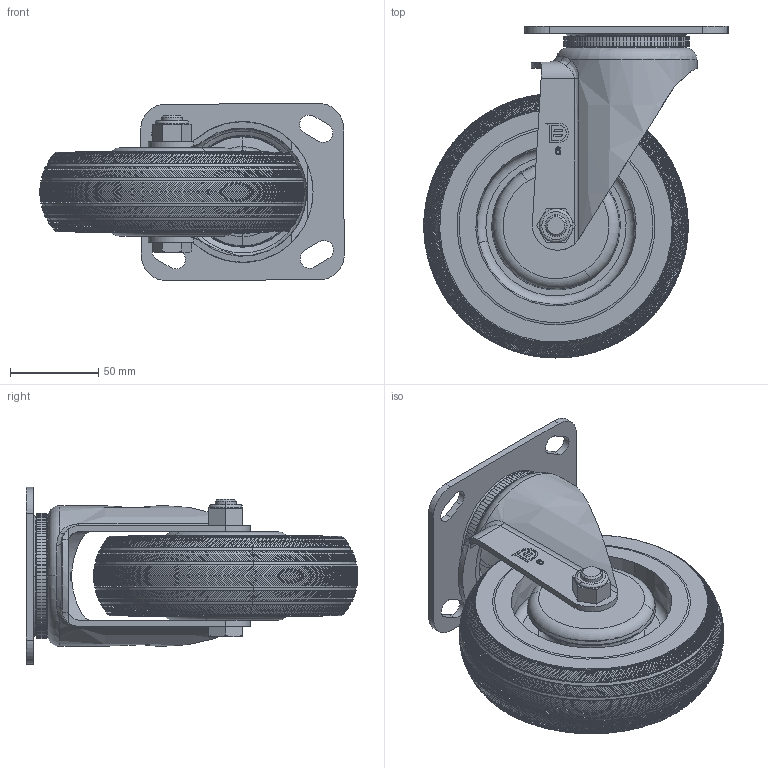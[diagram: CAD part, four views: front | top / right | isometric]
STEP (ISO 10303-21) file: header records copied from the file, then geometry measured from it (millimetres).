
FILE_DESCRIPTION (( 'STEP AP203' ), '1' );
FILE_NAME ('11510600032013.STEP', '2025-01-14T12:50:19', ( '20241006' ), ( '' ), 'SwSTEP 2.0', 'SolidWorks 2021', '' );
FILE_SCHEMA (( 'CONFIG_CONTROL_DESIGN' ));
Length unit declared in the file: millimetre
Products named in the file (10): 彈簧輪用(ψ73xψ12.5x7)黑色防塵蓋; ^11510600452013.STEP; 11510600032013; 葩璃 (2) ^11510600452013.STEP; 葩璃 (4) ^_11510600452013.STEP; 葩璃 (3) ^_11510600452013.STEP; 6''''(03孔)三星輪_預設; 葩璃 (2) ^_11510600452013.STEP; ^_11510600452013.STEP
Assembly tree (10 placements, depth 3):
  11510600032013
    ^11510600452013.STEP
      ^_11510600452013.STEP
      葩璃 (2) ^_11510600452013.STEP
      葩璃 (3) ^_11510600452013.STEP
      葩璃 (4) ^_11510600452013.STEP
    ^11510600452013.STEP
    葩璃 (2) ^11510600452013.STEP
    彈簧輪用(ψ73xψ12.5x7)黑色防塵蓋  x2
    6''''(03孔)三星輪_預設
Bounding box: 172.7 x 188.27 x 100.48 mm (x, y, z)
Volume: 672768.1 mm3; surface area: 195352.9 mm2
Topology: 10 solids, 10 shells, 4735 faces, 13986 edges, 9295 vertices
Faces by surface type: plane 2565, torus 1889, cylinder 182, bspline 51, cone 48
Entity records: 167549 total; most frequent: CARTESIAN_POINT 46014, ORIENTED_EDGE 27880, DIRECTION 22784, EDGE_CURVE 13940, VERTEX_POINT 9269, AXIS2_PLACEMENT_3D 9052, B_SPLINE_CURVE_WITH_KNOTS 4867, EDGE_LOOP 4765
